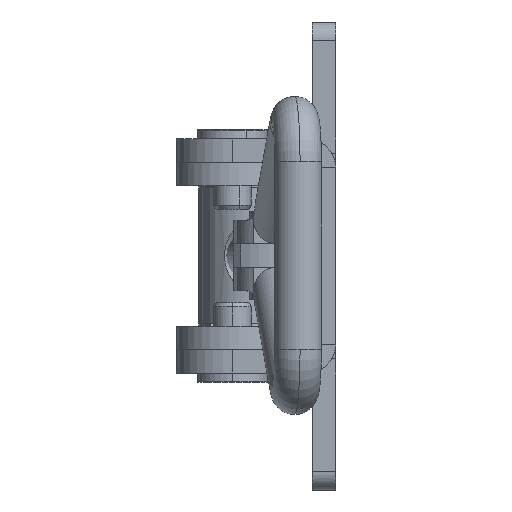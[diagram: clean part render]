
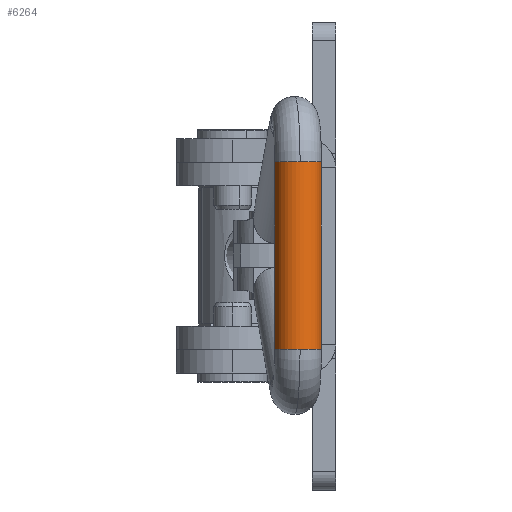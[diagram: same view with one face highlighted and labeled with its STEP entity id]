
A CAD part, left-side view. The second image highlights one B-rep face of the part: STEP entity #6264.
In plain terms, the highlighted cylindrical face has radius 2.5 mm (diameter 5 mm), a partial arc.
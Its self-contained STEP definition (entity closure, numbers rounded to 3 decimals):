
#128 = VERTEX_POINT ( 'NONE', #1802 ) ;
#506 = CARTESIAN_POINT ( 'NONE',  ( 10., 31.5, -2.5 ) ) ;
#553 = CARTESIAN_POINT ( 'NONE',  ( -10., 31.5, 0. ) ) ;
#611 = ORIENTED_EDGE ( 'NONE', *, *, #5078, .F. ) ;
#670 = CARTESIAN_POINT ( 'NONE',  ( 10., 34., 0. ) ) ;
#765 = CARTESIAN_POINT ( 'NONE',  ( -10., 31.5, -2.5 ) ) ;
#915 = VERTEX_POINT ( 'NONE', #3699 ) ;
#952 = EDGE_CURVE ( 'NONE', #6340, #4851, #2148, .T. ) ;
#992 = ORIENTED_EDGE ( 'NONE', *, *, #2001, .F. ) ;
#1046 = DIRECTION ( 'NONE',  ( 0., -1., 0. ) ) ;
#1082 = DIRECTION ( 'NONE',  ( 1., 0., 0. ) ) ;
#1174 = DIRECTION ( 'NONE',  ( -1., 0., 0. ) ) ;
#1282 = DIRECTION ( 'NONE',  ( -1., 0., 0. ) ) ;
#1564 = LINE ( 'NONE', #2273, #4360 ) ;
#1571 = ORIENTED_EDGE ( 'NONE', *, *, #1897, .F. ) ;
#1802 = CARTESIAN_POINT ( 'NONE',  ( 10., 31.5, 2.5 ) ) ;
#1818 = CIRCLE ( 'NONE', #3089, 2.5 ) ;
#1897 = EDGE_CURVE ( 'NONE', #915, #5014, #4450, .T. ) ;
#1981 = VERTEX_POINT ( 'NONE', #3019 ) ;
#2001 = EDGE_CURVE ( 'NONE', #1981, #915, #2833, .T. ) ;
#2110 = VECTOR ( 'NONE', #3743, 1000. ) ;
#2148 = CIRCLE ( 'NONE', #6102, 2.5 ) ;
#2273 = CARTESIAN_POINT ( 'NONE',  ( -10., 31.5, 2.5 ) ) ;
#2290 = DIRECTION ( 'NONE',  ( -1., 0., 0. ) ) ;
#2722 = CARTESIAN_POINT ( 'NONE',  ( -10., 31.5, -2.5 ) ) ;
#2738 = EDGE_CURVE ( 'NONE', #128, #6340, #1818, .T. ) ;
#2811 = ORIENTED_EDGE ( 'NONE', *, *, #2738, .T. ) ;
#2833 = CIRCLE ( 'NONE', #6390, 2.5 ) ;
#2957 = ORIENTED_EDGE ( 'NONE', *, *, #952, .T. ) ;
#3019 = CARTESIAN_POINT ( 'NONE',  ( -10., 31.5, 2.5 ) ) ;
#3089 = AXIS2_PLACEMENT_3D ( 'NONE', #4159, #1174, #4657 ) ;
#3322 = FACE_OUTER_BOUND ( 'NONE', #5540, .T. ) ;
#3374 = AXIS2_PLACEMENT_3D ( 'NONE', #4264, #1282, #4776 ) ;
#3503 = EDGE_CURVE ( 'NONE', #1981, #128, #1564, .T. ) ;
#3699 = CARTESIAN_POINT ( 'NONE',  ( -10., 34., 0. ) ) ;
#3740 = CARTESIAN_POINT ( 'NONE',  ( 10., 31.5, 0. ) ) ;
#3743 = DIRECTION ( 'NONE',  ( 1., 0., 0. ) ) ;
#4013 = AXIS2_PLACEMENT_3D ( 'NONE', #4606, #1082, #5608 ) ;
#4030 = DIRECTION ( 'NONE',  ( -1., 0., 0. ) ) ;
#4159 = CARTESIAN_POINT ( 'NONE',  ( 10., 31.5, 0. ) ) ;
#4264 = CARTESIAN_POINT ( 'NONE',  ( -10., 31.5, 0. ) ) ;
#4360 = VECTOR ( 'NONE', #5749, 1000. ) ;
#4450 = CIRCLE ( 'NONE', #3374, 2.5 ) ;
#4481 = CYLINDRICAL_SURFACE ( 'NONE', #4013, 2.5 ) ;
#4606 = CARTESIAN_POINT ( 'NONE',  ( -10., 31.5, 0. ) ) ;
#4657 = DIRECTION ( 'NONE',  ( 0., -1., 0. ) ) ;
#4716 = DIRECTION ( 'NONE',  ( 0., -1., 0. ) ) ;
#4776 = DIRECTION ( 'NONE',  ( 0., -1., 0. ) ) ;
#4851 = VERTEX_POINT ( 'NONE', #506 ) ;
#5014 = VERTEX_POINT ( 'NONE', #2722 ) ;
#5078 = EDGE_CURVE ( 'NONE', #5014, #4851, #6069, .T. ) ;
#5144 = ORIENTED_EDGE ( 'NONE', *, *, #3503, .T. ) ;
#5540 = EDGE_LOOP ( 'NONE', ( #992, #5144, #2811, #2957, #611, #1571 ) ) ;
#5608 = DIRECTION ( 'NONE',  ( 0., 0., -1. ) ) ;
#5749 = DIRECTION ( 'NONE',  ( 1., 0., 0. ) ) ;
#6069 = LINE ( 'NONE', #765, #2110 ) ;
#6102 = AXIS2_PLACEMENT_3D ( 'NONE', #3740, #2290, #4716 ) ;
#6264 = ADVANCED_FACE ( 'NONE', ( #3322 ), #4481, .T. ) ;
#6340 = VERTEX_POINT ( 'NONE', #670 ) ;
#6390 = AXIS2_PLACEMENT_3D ( 'NONE', #553, #4030, #1046 ) ;
